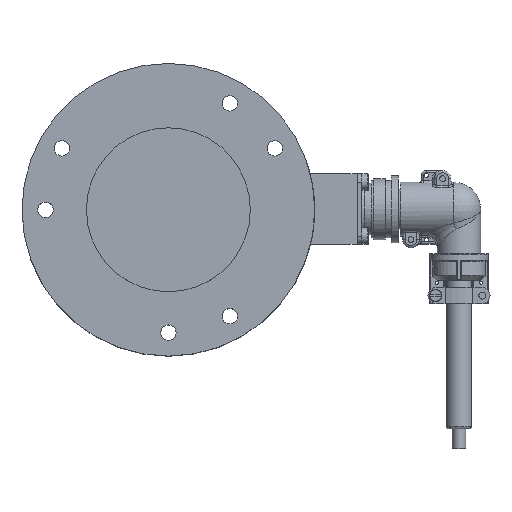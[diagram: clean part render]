
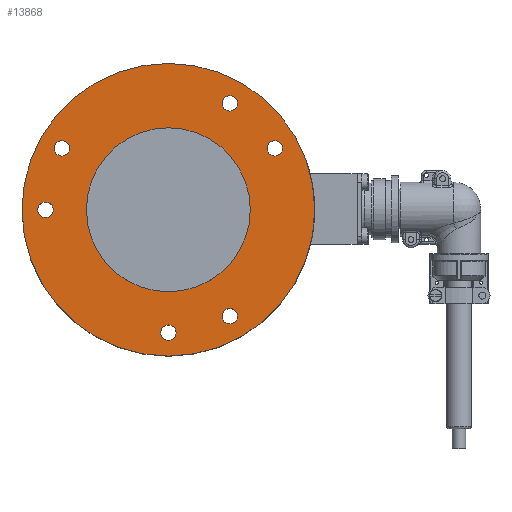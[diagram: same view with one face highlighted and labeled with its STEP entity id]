
A CAD part, top view. The second image highlights one B-rep face of the part: STEP entity #13868.
In plain terms, the highlighted planar face has unit normal (0, 0, 1).
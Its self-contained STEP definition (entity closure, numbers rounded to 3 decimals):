
#247 = CARTESIAN_POINT ( 'NONE',  ( 29.108, 47.116, 7. ) ) ;
#479 = DIRECTION ( 'NONE',  ( 0.866, 0.5, 0. ) ) ;
#491 = FACE_BOUND ( 'NONE', #18557, .T. ) ;
#506 = DIRECTION ( 'NONE',  ( 0., 0., 1. ) ) ;
#1971 = DIRECTION ( 'NONE',  ( 0., 0., 1. ) ) ;
#2235 = VERTEX_POINT ( 'NONE', #18422 ) ;
#2284 = PLANE ( 'NONE',  #3024 ) ;
#2313 = DIRECTION ( 'NONE',  ( 0.866, 0.5, 0. ) ) ;
#2328 = VERTEX_POINT ( 'NONE', #15451 ) ;
#2432 = CARTESIAN_POINT ( 'NONE',  ( -42.608, 27.9, 7. ) ) ;
#3024 = AXIS2_PLACEMENT_3D ( 'NONE', #7351, #5364, #16778 ) ;
#3129 = CIRCLE ( 'NONE', #14646, 35. ) ;
#3283 = CARTESIAN_POINT ( 'NONE',  ( 54.127, 31.25, 7. ) ) ;
#3605 = EDGE_CURVE ( 'NONE', #13042, #13042, #12737, .T. ) ;
#3632 = AXIS2_PLACEMENT_3D ( 'NONE', #10217, #1971, #10112 ) ;
#3818 = VERTEX_POINT ( 'NONE', #2432 ) ;
#4063 = DIRECTION ( 'NONE',  ( 0., 0., 1. ) ) ;
#4073 = FACE_BOUND ( 'NONE', #7767, .T. ) ;
#4075 = AXIS2_PLACEMENT_3D ( 'NONE', #8717, #4063, #479 ) ;
#4188 = CARTESIAN_POINT ( 'NONE',  ( 26.25, -45.466, 7. ) ) ;
#5364 = DIRECTION ( 'NONE',  ( 0., 0., 1. ) ) ;
#5503 = CARTESIAN_POINT ( 'NONE',  ( 45.466, 26.25, 7. ) ) ;
#5526 = CARTESIAN_POINT ( 'NONE',  ( -45.466, 26.25, 7. ) ) ;
#5743 = CARTESIAN_POINT ( 'NONE',  ( 26.25, 45.466, 7. ) ) ;
#5746 = CARTESIAN_POINT ( 'NONE',  ( 30.311, 17.5, 7. ) ) ;
#5835 = DIRECTION ( 'NONE',  ( 0., 0., 1. ) ) ;
#6163 = EDGE_CURVE ( 'NONE', #14748, #14748, #16305, .T. ) ;
#6861 = EDGE_LOOP ( 'NONE', ( #7446 ) ) ;
#7046 = ORIENTED_EDGE ( 'NONE', *, *, #19162, .F. ) ;
#7351 = CARTESIAN_POINT ( 'NONE',  ( -17.5, 30.311, 7. ) ) ;
#7357 = EDGE_CURVE ( 'NONE', #12289, #12289, #3129, .T. ) ;
#7446 = ORIENTED_EDGE ( 'NONE', *, *, #17996, .F. ) ;
#7661 = EDGE_LOOP ( 'NONE', ( #18826 ) ) ;
#7767 = EDGE_LOOP ( 'NONE', ( #7046 ) ) ;
#8717 = CARTESIAN_POINT ( 'NONE',  ( 0., 0., 7. ) ) ;
#8724 = CARTESIAN_POINT ( 'NONE',  ( 0., 0., 7. ) ) ;
#8934 = FACE_BOUND ( 'NONE', #6861, .T. ) ;
#8952 = CARTESIAN_POINT ( 'NONE',  ( -52.5, 0., 7. ) ) ;
#10112 = DIRECTION ( 'NONE',  ( 0.866, 0.5, 0. ) ) ;
#10217 = CARTESIAN_POINT ( 'NONE',  ( 0., -52.5, 7. ) ) ;
#10516 = FACE_OUTER_BOUND ( 'NONE', #18030, .T. ) ;
#10929 = ORIENTED_EDGE ( 'NONE', *, *, #14604, .T. ) ;
#11335 = CARTESIAN_POINT ( 'NONE',  ( 2.858, -50.85, 7. ) ) ;
#11598 = AXIS2_PLACEMENT_3D ( 'NONE', #5526, #5835, #16945 ) ;
#11969 = CIRCLE ( 'NONE', #16363, 3.3 ) ;
#12289 = VERTEX_POINT ( 'NONE', #5746 ) ;
#12683 = VERTEX_POINT ( 'NONE', #14067 ) ;
#12735 = EDGE_LOOP ( 'NONE', ( #13418 ) ) ;
#12737 = CIRCLE ( 'NONE', #3632, 3.3 ) ;
#13042 = VERTEX_POINT ( 'NONE', #11335 ) ;
#13418 = ORIENTED_EDGE ( 'NONE', *, *, #18276, .F. ) ;
#13595 = DIRECTION ( 'NONE',  ( 0., 0., 1. ) ) ;
#13868 = ADVANCED_FACE ( 'NONE', ( #18473, #18158, #8934, #18370, #491, #4073, #10516, #19770 ), #2284, .T. ) ;
#13880 = DIRECTION ( 'NONE',  ( 0.866, 0.5, 0. ) ) ;
#14067 = CARTESIAN_POINT ( 'NONE',  ( -49.642, 1.65, 7. ) ) ;
#14285 = EDGE_LOOP ( 'NONE', ( #16709 ) ) ;
#14604 = EDGE_CURVE ( 'NONE', #19711, #19711, #16920, .T. ) ;
#14646 = AXIS2_PLACEMENT_3D ( 'NONE', #8724, #13595, #20172 ) ;
#14748 = VERTEX_POINT ( 'NONE', #247 ) ;
#15357 = AXIS2_PLACEMENT_3D ( 'NONE', #8952, #506, #16583 ) ;
#15451 = CARTESIAN_POINT ( 'NONE',  ( 29.108, -43.816, 7. ) ) ;
#15511 = DIRECTION ( 'NONE',  ( 0.866, 0.5, 0. ) ) ;
#16305 = CIRCLE ( 'NONE', #20701, 3.3 ) ;
#16363 = AXIS2_PLACEMENT_3D ( 'NONE', #5503, #16813, #2313 ) ;
#16378 = CIRCLE ( 'NONE', #16730, 3.3 ) ;
#16443 = ORIENTED_EDGE ( 'NONE', *, *, #3605, .F. ) ;
#16583 = DIRECTION ( 'NONE',  ( 0.866, 0.5, 0. ) ) ;
#16709 = ORIENTED_EDGE ( 'NONE', *, *, #6163, .F. ) ;
#16730 = AXIS2_PLACEMENT_3D ( 'NONE', #4188, #17407, #15511 ) ;
#16778 = DIRECTION ( 'NONE',  ( 0.866, 0.5, 0. ) ) ;
#16813 = DIRECTION ( 'NONE',  ( 0., 0., 1. ) ) ;
#16920 = CIRCLE ( 'NONE', #4075, 62.5 ) ;
#16945 = DIRECTION ( 'NONE',  ( 0.866, 0.5, 0. ) ) ;
#17407 = DIRECTION ( 'NONE',  ( 0., 0., 1. ) ) ;
#17616 = EDGE_CURVE ( 'NONE', #3818, #3818, #20745, .T. ) ;
#17996 = EDGE_CURVE ( 'NONE', #2235, #2235, #11969, .T. ) ;
#18030 = EDGE_LOOP ( 'NONE', ( #10929 ) ) ;
#18158 = FACE_BOUND ( 'NONE', #12735, .T. ) ;
#18276 = EDGE_CURVE ( 'NONE', #2328, #2328, #16378, .T. ) ;
#18370 = FACE_BOUND ( 'NONE', #14285, .T. ) ;
#18422 = CARTESIAN_POINT ( 'NONE',  ( 48.324, 27.9, 7. ) ) ;
#18473 = FACE_BOUND ( 'NONE', #19517, .T. ) ;
#18557 = EDGE_LOOP ( 'NONE', ( #20035 ) ) ;
#18654 = DIRECTION ( 'NONE',  ( 0., 0., 1. ) ) ;
#18826 = ORIENTED_EDGE ( 'NONE', *, *, #7357, .F. ) ;
#19162 = EDGE_CURVE ( 'NONE', #12683, #12683, #20767, .T. ) ;
#19517 = EDGE_LOOP ( 'NONE', ( #16443 ) ) ;
#19711 = VERTEX_POINT ( 'NONE', #3283 ) ;
#19770 = FACE_BOUND ( 'NONE', #7661, .T. ) ;
#20035 = ORIENTED_EDGE ( 'NONE', *, *, #17616, .F. ) ;
#20172 = DIRECTION ( 'NONE',  ( 0.866, 0.5, 0. ) ) ;
#20701 = AXIS2_PLACEMENT_3D ( 'NONE', #5743, #18654, #13880 ) ;
#20745 = CIRCLE ( 'NONE', #11598, 3.3 ) ;
#20767 = CIRCLE ( 'NONE', #15357, 3.3 ) ;
